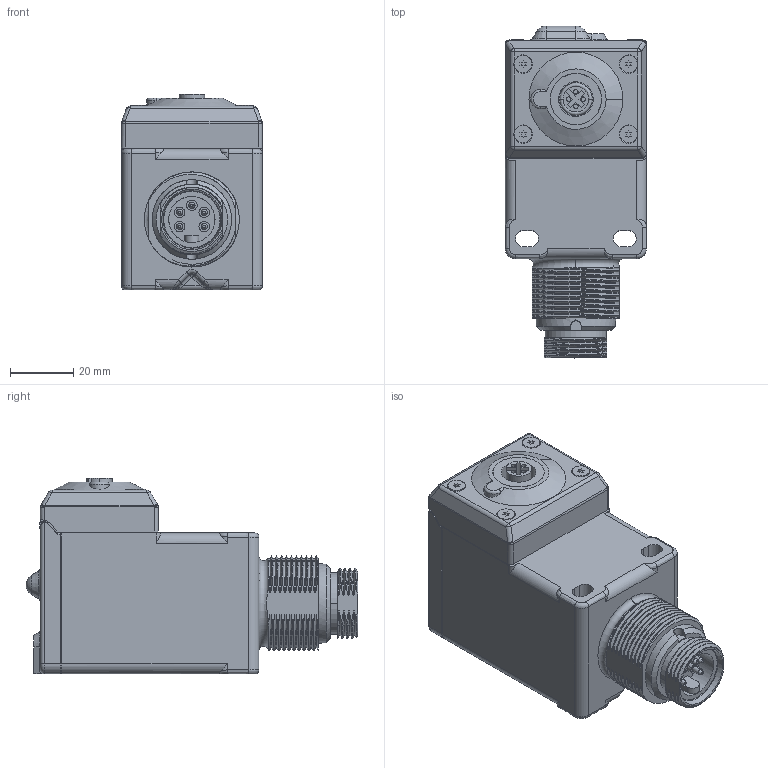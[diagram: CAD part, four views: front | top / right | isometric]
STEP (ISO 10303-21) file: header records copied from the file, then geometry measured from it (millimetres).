
FILE_DESCRIPTION((''),'2;1');
FILE_NAME('156721_ASM','2015-10-02T',('pdmadmin'),(''),'PRO/ENGINEER BY PARAMETRIC TECHNOLOGY CORPORATION, 2013230','PRO/ENGINEER BY PARAMETRIC TECHNOLOGY CORPORATION, 2013230','');
FILE_SCHEMA(('CONFIG_CONTROL_DESIGN'));
Products named in the file (18): 128327; 34619; 14840; 35813; 126238_ASM; 43699; 52140; 43821; 47102; 52136_ASM; 48355; 62332; 29320; 13411; 35951; 35950; 36024_ASM; 156721_ASM
Assembly tree (23 placements, depth 3):
  156721_ASM
    128327
    126238_ASM
      34619
      14840
      35813
    52136_ASM
      43699
      52140
      43821
      47102
    48355  x4
    36024_ASM
      62332
      29320
      13411
      35951
      35950  x4
Bounding box: 44.53 x 104.65 x 61.77 mm (x, y, z)
Volume: 76330.8 mm3; surface area: 57415.7 mm2
Topology: 20 solids, 20 shells, 1337 faces, 3312 edges, 2049 vertices
Faces by surface type: cylinder 488, plane 451, bspline 190, cone 96, torus 69, sphere 43
Entity records: 63949 total; most frequent: CARTESIAN_POINT 35429, ORIENTED_EDGE 6088, DIRECTION 5512, EDGE_CURVE 3044, AXIS2_PLACEMENT_3D 1995, VERTEX_POINT 1896, VECTOR 1522, LINE 1522
